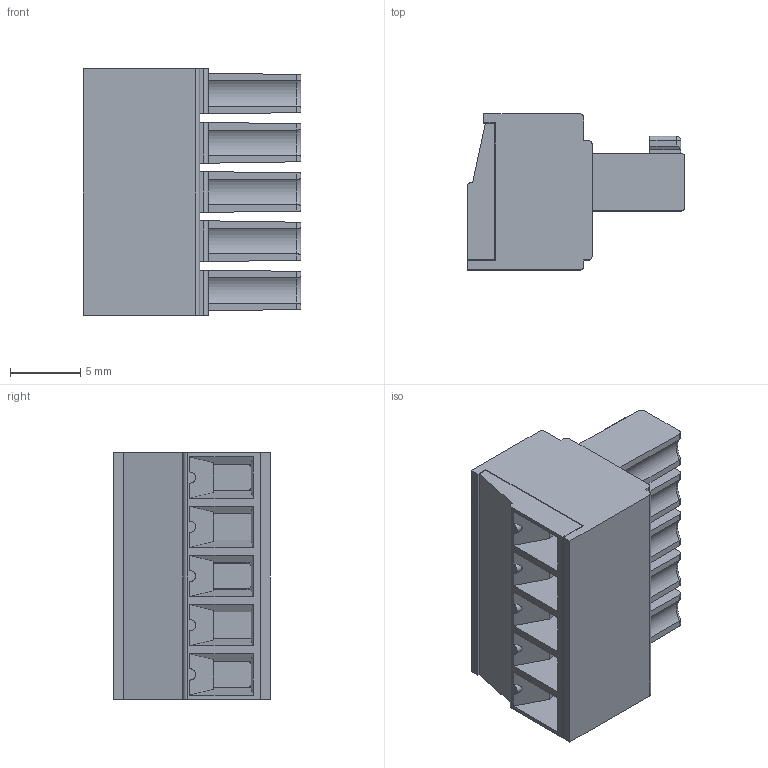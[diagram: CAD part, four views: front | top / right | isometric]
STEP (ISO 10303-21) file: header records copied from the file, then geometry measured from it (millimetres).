
FILE_DESCRIPTION(('STEP AP214'),'1');
FILE_NAME('SH03-7.stp','2018-11-19T09:08:08',(' '),(' '),'Spatial InterOp 3D',' ',' ');
FILE_SCHEMA(('AUTOMOTIVE_DESIGN { 1 0 10303 214 1 1 1 1 }'));
Length unit declared in the file: metre
Products named in the file (1): 1
Bounding box: 15.5 x 11.1 x 17.5 mm (x, y, z)
Volume: 1612.4 mm3; surface area: 2083.1 mm2
Topology: 1 solids, 1 shells, 393 faces, 1043 edges, 665 vertices
Faces by surface type: plane 265, cylinder 92, cone 15, torus 11, sphere 10
Full cylindrical faces by diameter (mm): 1.2 x5, 1.8 x2, 2.8 x5, 3 x5
Entity records: 14969 total; most frequent: CARTESIAN_POINT 2259, ORIENTED_EDGE 1962, DIRECTION 1947, EDGE_CURVE 981, LINE 731, VECTOR 731, VERTEX_POINT 645, AXIS2_PLACEMENT_3D 608
